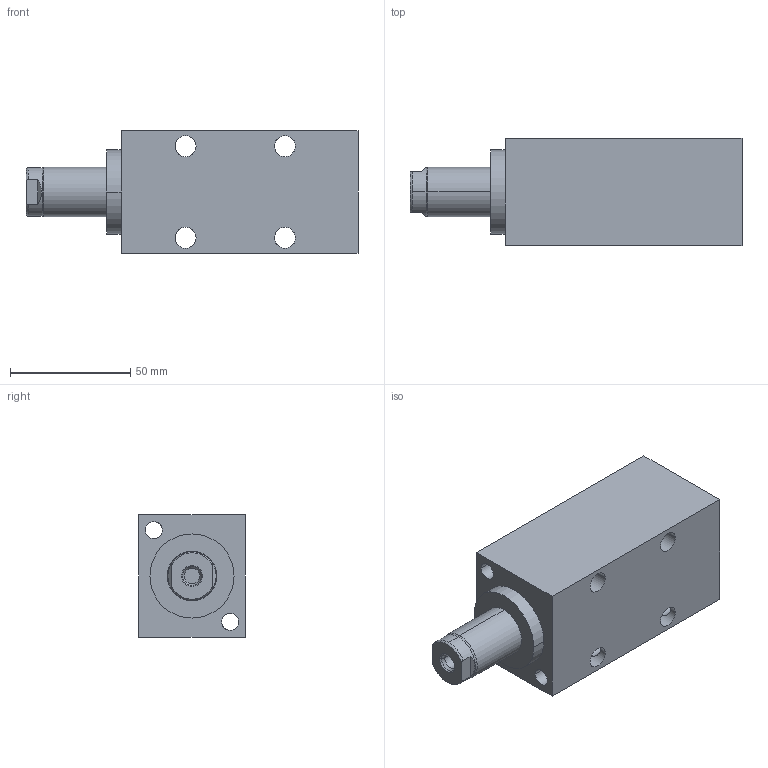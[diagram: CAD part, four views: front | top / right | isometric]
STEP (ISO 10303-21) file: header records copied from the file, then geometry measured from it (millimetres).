
FILE_DESCRIPTION((''),'2;1');
FILE_NAME('ILC20121002','2005-04-06T',('KR'),(''),'PRO/ENGINEER BY PARAMETRIC TECHNOLOGY CORPORATION, 2004290','PRO/ENGINEER BY PARAMETRIC TECHNOLOGY CORPORATION, 2004290','');
FILE_SCHEMA(('AUTOMOTIVE_DESIGN_CC2 { 1 2 10303 214 -1 1 5 2 }'));
Length unit declared in the file: inch
Products named in the file (1): ILC20121002
Bounding box: 137.92 x 44.45 x 50.8 mm (x, y, z)
Volume: 216802.6 mm3; surface area: 35669.3 mm2
Topology: 1 solids, 2 shells, 79 faces, 196 edges, 120 vertices
Faces by surface type: cylinder 41, plane 20, cone 16, torus 2
Entity records: 3625 total; most frequent: CARTESIAN_POINT 738, DIRECTION 420, ORIENTED_EDGE 388, PRESENTATION_STYLE_ASSIGNMENT 216, STYLED_ITEM 198, CURVE_STYLE 196, EDGE_CURVE 196, AXIS2_PLACEMENT_3D 166
